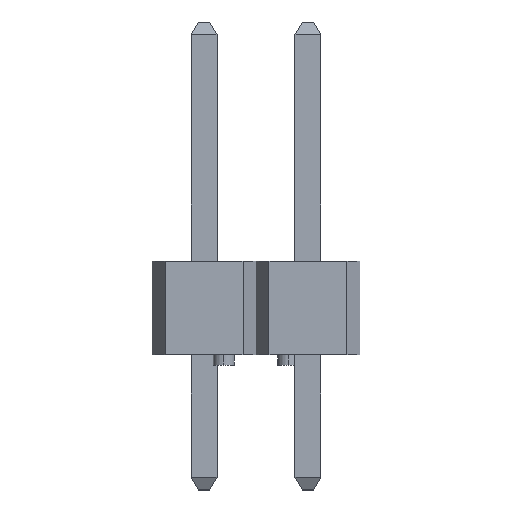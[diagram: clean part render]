
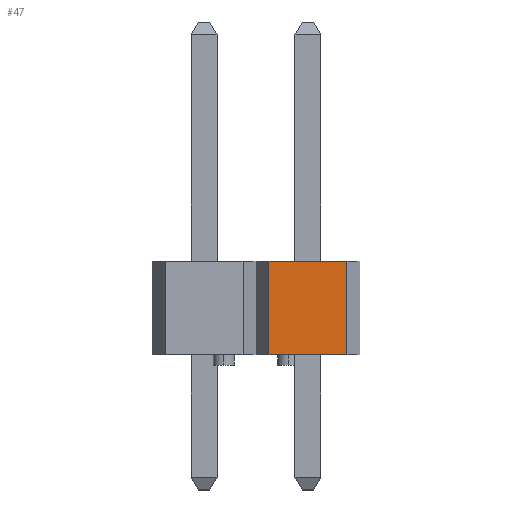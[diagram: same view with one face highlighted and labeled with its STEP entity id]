
A CAD part, top view. The second image highlights one B-rep face of the part: STEP entity #47.
In plain terms, the highlighted planar face has unit normal (0, 0, 1).
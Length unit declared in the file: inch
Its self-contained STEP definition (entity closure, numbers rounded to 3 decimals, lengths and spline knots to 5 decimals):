
#2 = EDGE_LOOP ( 'NONE', ( #46, #176, #3, #175 ) ) ;
#3 = ORIENTED_EDGE ( 'NONE', *, *, #7, .F. ) ;
#7 = EDGE_CURVE ( 'NONE', #150, #269, #538, .T. ) ;
#46 = ORIENTED_EDGE ( 'NONE', *, *, #170, .F. ) ;
#47 = ADVANCED_FACE ( 'NONE', ( #509 ), #830, .T. ) ;
#69 = VERTEX_POINT ( 'NONE', #893 ) ;
#90 = EDGE_CURVE ( 'NONE', #269, #235, #790, .T. ) ;
#150 = VERTEX_POINT ( 'NONE', #1039 ) ;
#155 = EDGE_CURVE ( 'NONE', #150, #69, #924, .T. ) ;
#170 = EDGE_CURVE ( 'NONE', #235, #69, #1104, .T. ) ;
#175 = ORIENTED_EDGE ( 'NONE', *, *, #155, .T. ) ;
#176 = ORIENTED_EDGE ( 'NONE', *, *, #90, .F. ) ;
#235 = VERTEX_POINT ( 'NONE', #1215 ) ;
#269 = VERTEX_POINT ( 'NONE', #1220 ) ;
#509 = FACE_OUTER_BOUND ( 'NONE', #2, .T. ) ;
#535 = DIRECTION ( 'NONE',  ( 0., 1., 0. ) ) ;
#536 = VECTOR ( 'NONE', #535, 39.37008 ) ;
#537 = CARTESIAN_POINT ( 'NONE',  ( 0.1125, -0.09, 0. ) ) ;
#538 = LINE ( 'NONE', #537, #536 ) ;
#735 = DIRECTION ( 'NONE',  ( 1., 0., 0. ) ) ;
#736 = DIRECTION ( 'NONE',  ( 0., 0., 1. ) ) ;
#737 = CARTESIAN_POINT ( 'NONE',  ( 0., -0.09, 0. ) ) ;
#790 = LINE ( 'NONE', #865, #864 ) ;
#829 = AXIS2_PLACEMENT_3D ( 'NONE', #737, #736, #735 ) ;
#830 = PLANE ( 'NONE',  #829 ) ;
#863 = DIRECTION ( 'NONE',  ( 1., 0., 0. ) ) ;
#864 = VECTOR ( 'NONE', #863, 39.37008 ) ;
#865 = CARTESIAN_POINT ( 'NONE',  ( 0., 0., 0. ) ) ;
#893 = CARTESIAN_POINT ( 'NONE',  ( 0.1875, -0.09, 0. ) ) ;
#921 = DIRECTION ( 'NONE',  ( 1., 0., 0. ) ) ;
#922 = VECTOR ( 'NONE', #921, 39.37008 ) ;
#923 = CARTESIAN_POINT ( 'NONE',  ( 0., -0.09, 0. ) ) ;
#924 = LINE ( 'NONE', #923, #922 ) ;
#1039 = CARTESIAN_POINT ( 'NONE',  ( 0.1125, -0.09, 0. ) ) ;
#1101 = DIRECTION ( 'NONE',  ( 0., -1., 0. ) ) ;
#1102 = VECTOR ( 'NONE', #1101, 39.37008 ) ;
#1103 = CARTESIAN_POINT ( 'NONE',  ( 0.1875, -0.09, 0. ) ) ;
#1104 = LINE ( 'NONE', #1103, #1102 ) ;
#1215 = CARTESIAN_POINT ( 'NONE',  ( 0.1875, 0., 0. ) ) ;
#1220 = CARTESIAN_POINT ( 'NONE',  ( 0.1125, 0., 0. ) ) ;
